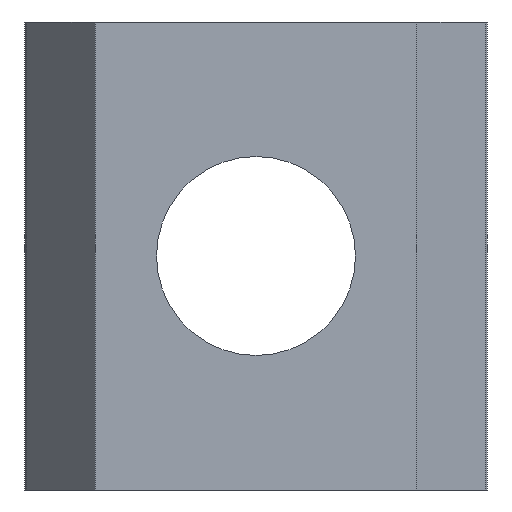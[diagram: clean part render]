
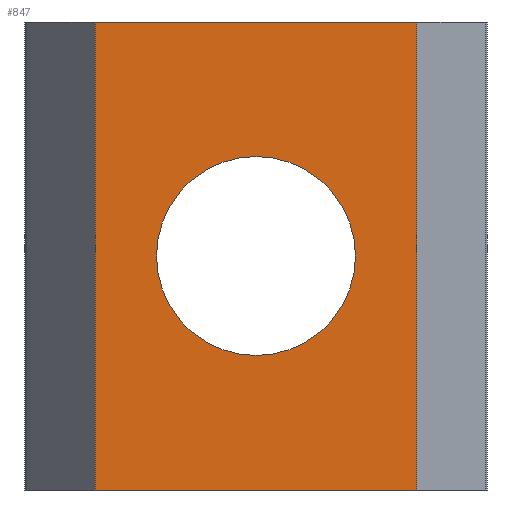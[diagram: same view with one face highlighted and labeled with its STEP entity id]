
A CAD part, front view. The second image highlights one B-rep face of the part: STEP entity #847.
In plain terms, the highlighted planar face has unit normal (0, -1, 0).
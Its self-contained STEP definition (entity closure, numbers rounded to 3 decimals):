
#15 = VERTEX_POINT ( 'NONE', #401 ) ;
#17 = CARTESIAN_POINT ( 'NONE',  ( 5.5, -2.9, 8. ) ) ;
#20 = DIRECTION ( 'NONE',  ( 0., 1., 0. ) ) ;
#37 = EDGE_CURVE ( 'NONE', #186, #116, #155, .T. ) ;
#58 = CARTESIAN_POINT ( 'NONE',  ( -5.5, -2.9, -8. ) ) ;
#65 = VECTOR ( 'NONE', #306, 1000. ) ;
#78 = VECTOR ( 'NONE', #498, 1000. ) ;
#109 = ORIENTED_EDGE ( 'NONE', *, *, #37, .T. ) ;
#116 = VERTEX_POINT ( 'NONE', #486 ) ;
#136 = DIRECTION ( 'NONE',  ( 0., 1., 0. ) ) ;
#149 = CARTESIAN_POINT ( 'NONE',  ( 5.5, -2.9, 8. ) ) ;
#152 = VECTOR ( 'NONE', #230, 1000. ) ;
#155 = LINE ( 'NONE', #621, #78 ) ;
#167 = LINE ( 'NONE', #679, #880 ) ;
#184 = LINE ( 'NONE', #149, #152 ) ;
#186 = VERTEX_POINT ( 'NONE', #58 ) ;
#220 = CARTESIAN_POINT ( 'NONE',  ( -5.5, -2.9, 8. ) ) ;
#229 = ORIENTED_EDGE ( 'NONE', *, *, #241, .F. ) ;
#230 = DIRECTION ( 'NONE',  ( 1., 0., 0. ) ) ;
#241 = EDGE_CURVE ( 'NONE', #15, #298, #184, .T. ) ;
#254 = DIRECTION ( 'NONE',  ( 0., 0., -1. ) ) ;
#281 = CARTESIAN_POINT ( 'NONE',  ( 3.4, -2.9, 0. ) ) ;
#298 = VERTEX_POINT ( 'NONE', #17 ) ;
#304 = DIRECTION ( 'NONE',  ( -1., 0., 0. ) ) ;
#306 = DIRECTION ( 'NONE',  ( 0., 0., -1. ) ) ;
#315 = LINE ( 'NONE', #220, #65 ) ;
#362 = CIRCLE ( 'NONE', #629, 3.4 ) ;
#380 = CARTESIAN_POINT ( 'NONE',  ( 0., -2.9, 0. ) ) ;
#401 = CARTESIAN_POINT ( 'NONE',  ( -5.5, -2.9, 8. ) ) ;
#418 = VERTEX_POINT ( 'NONE', #281 ) ;
#440 = CARTESIAN_POINT ( 'NONE',  ( 0., -2.9, 0. ) ) ;
#443 = VERTEX_POINT ( 'NONE', #571 ) ;
#449 = DIRECTION ( 'NONE',  ( -1., 0., 0. ) ) ;
#450 = CARTESIAN_POINT ( 'NONE',  ( 5.5, -2.9, 8. ) ) ;
#465 = PLANE ( 'NONE',  #483 ) ;
#483 = AXIS2_PLACEMENT_3D ( 'NONE', #450, #20, #449 ) ;
#486 = CARTESIAN_POINT ( 'NONE',  ( 5.5, -2.9, -8. ) ) ;
#498 = DIRECTION ( 'NONE',  ( 1., 0., 0. ) ) ;
#501 = ORIENTED_EDGE ( 'NONE', *, *, #573, .T. ) ;
#568 = DIRECTION ( 'NONE',  ( -1., 0., 0. ) ) ;
#571 = CARTESIAN_POINT ( 'NONE',  ( -3.4, -2.9, 0. ) ) ;
#573 = EDGE_CURVE ( 'NONE', #15, #186, #315, .T. ) ;
#590 = AXIS2_PLACEMENT_3D ( 'NONE', #440, #727, #568 ) ;
#603 = EDGE_CURVE ( 'NONE', #443, #418, #362, .T. ) ;
#612 = ORIENTED_EDGE ( 'NONE', *, *, #790, .T. ) ;
#615 = EDGE_CURVE ( 'NONE', #298, #116, #167, .T. ) ;
#621 = CARTESIAN_POINT ( 'NONE',  ( 5.5, -2.9, -8. ) ) ;
#629 = AXIS2_PLACEMENT_3D ( 'NONE', #380, #136, #304 ) ;
#631 = ORIENTED_EDGE ( 'NONE', *, *, #615, .F. ) ;
#632 = FACE_OUTER_BOUND ( 'NONE', #742, .T. ) ;
#679 = CARTESIAN_POINT ( 'NONE',  ( 5.5, -2.9, 8. ) ) ;
#727 = DIRECTION ( 'NONE',  ( 0., 1., 0. ) ) ;
#739 = EDGE_LOOP ( 'NONE', ( #795, #612 ) ) ;
#742 = EDGE_LOOP ( 'NONE', ( #109, #631, #229, #501 ) ) ;
#790 = EDGE_CURVE ( 'NONE', #418, #443, #851, .T. ) ;
#795 = ORIENTED_EDGE ( 'NONE', *, *, #603, .T. ) ;
#847 = ADVANCED_FACE ( 'NONE', ( #900, #632 ), #465, .F. ) ;
#851 = CIRCLE ( 'NONE', #590, 3.4 ) ;
#880 = VECTOR ( 'NONE', #254, 1000. ) ;
#900 = FACE_BOUND ( 'NONE', #739, .T. ) ;
